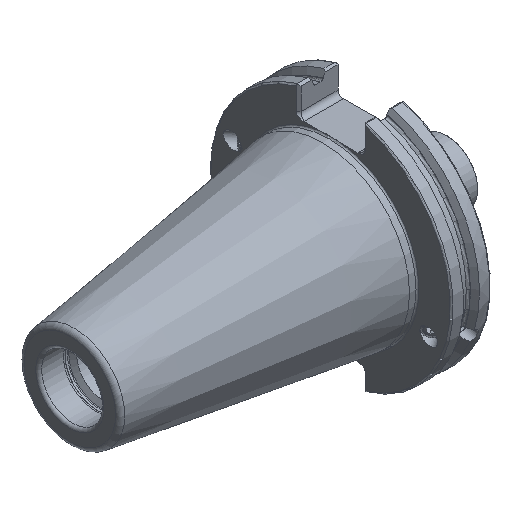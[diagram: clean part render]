
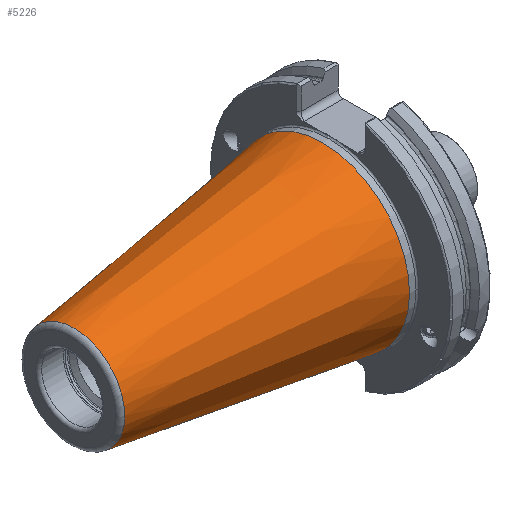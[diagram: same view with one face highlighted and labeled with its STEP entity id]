
A CAD part, isometric view. The second image highlights one B-rep face of the part: STEP entity #5226.
In plain terms, the highlighted conical face has half-angle 8.297 degrees and reference radius 34.925 mm.
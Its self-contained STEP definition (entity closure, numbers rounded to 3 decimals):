
#71 = DIRECTION ( 'NONE',  ( -1., 0., 0. ) ) ;
#206 = VERTEX_POINT ( 'NONE', #1924 ) ;
#335 = DIRECTION ( 'NONE',  ( 0., 0., 1. ) ) ;
#438 = FACE_BOUND ( 'NONE', #2040, .T. ) ;
#733 = CIRCLE ( 'NONE', #2912, 34.925 ) ;
#1027 = DIRECTION ( 'NONE',  ( 1., 0., 0. ) ) ;
#1710 = ORIENTED_EDGE ( 'NONE', *, *, #3915, .F. ) ;
#1805 = FACE_OUTER_BOUND ( 'NONE', #4084, .T. ) ;
#1924 = CARTESIAN_POINT ( 'NONE',  ( 0., 0., 34.925 ) ) ;
#2040 = EDGE_LOOP ( 'NONE', ( #1710 ) ) ;
#2790 = DIRECTION ( 'NONE',  ( 0., 0., 1. ) ) ;
#2912 = AXIS2_PLACEMENT_3D ( 'NONE', #3260, #71, #2790 ) ;
#3260 = CARTESIAN_POINT ( 'NONE',  ( 0., 0., 0. ) ) ;
#3564 = CARTESIAN_POINT ( 'NONE',  ( -99.889, 0., 0. ) ) ;
#3650 = AXIS2_PLACEMENT_3D ( 'NONE', #3564, #5421, #335 ) ;
#3784 = CARTESIAN_POINT ( 'NONE',  ( 0., 0., 0. ) ) ;
#3915 = EDGE_CURVE ( 'NONE', #5198, #5198, #4421, .T. ) ;
#4006 = EDGE_CURVE ( 'NONE', #206, #206, #733, .T. ) ;
#4084 = EDGE_LOOP ( 'NONE', ( #4356 ) ) ;
#4356 = ORIENTED_EDGE ( 'NONE', *, *, #4006, .T. ) ;
#4421 = CIRCLE ( 'NONE', #3650, 20.358 ) ;
#5074 = CONICAL_SURFACE ( 'NONE', #5169, 34.925, 0.145 ) ;
#5158 = DIRECTION ( 'NONE',  ( 0., 0., -1. ) ) ;
#5169 = AXIS2_PLACEMENT_3D ( 'NONE', #3784, #1027, #5158 ) ;
#5198 = VERTEX_POINT ( 'NONE', #5677 ) ;
#5226 = ADVANCED_FACE ( 'NONE', ( #438, #1805 ), #5074, .T. ) ;
#5421 = DIRECTION ( 'NONE',  ( -1., 0., 0. ) ) ;
#5677 = CARTESIAN_POINT ( 'NONE',  ( -99.889, 0., 20.358 ) ) ;
